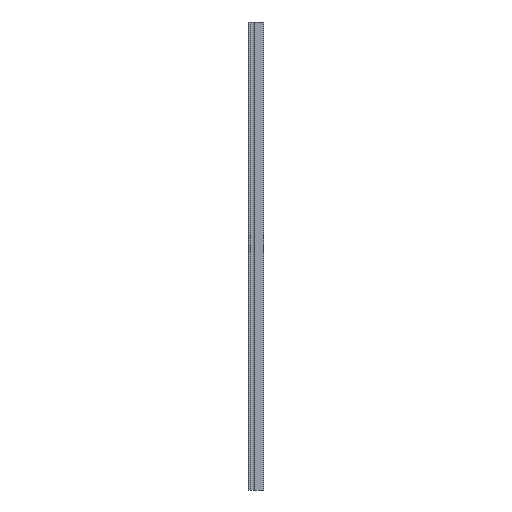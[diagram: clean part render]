
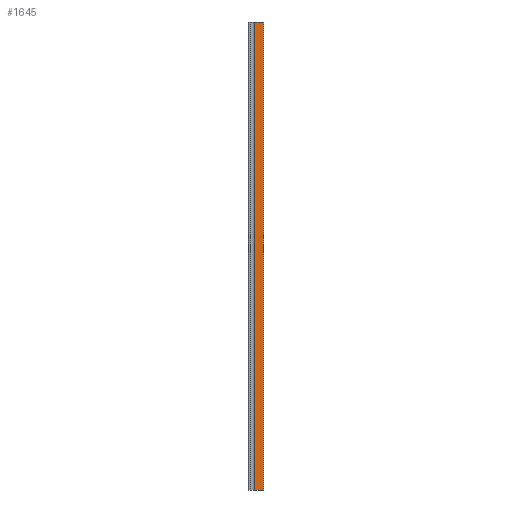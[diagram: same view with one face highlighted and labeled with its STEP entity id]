
A CAD part, left-side view. The second image highlights one B-rep face of the part: STEP entity #1645.
In plain terms, the highlighted planar face has unit normal (-1, 0, 0).
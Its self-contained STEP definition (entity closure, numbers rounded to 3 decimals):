
#32 = EDGE_CURVE ( 'NONE', #211, #734, #474, .T. ) ;
#101 = LINE ( 'NONE', #2928, #184 ) ;
#184 = VECTOR ( 'NONE', #3163, 1000. ) ;
#211 = VERTEX_POINT ( 'NONE', #852 ) ;
#312 = ORIENTED_EDGE ( 'NONE', *, *, #1937, .F. ) ;
#443 = VERTEX_POINT ( 'NONE', #2129 ) ;
#474 = LINE ( 'NONE', #1703, #1707 ) ;
#500 = CARTESIAN_POINT ( 'NONE',  ( -4.5, -3.05, 200. ) ) ;
#584 = DIRECTION ( 'NONE',  ( 0., 0., -1. ) ) ;
#594 = PLANE ( 'NONE',  #1578 ) ;
#734 = VERTEX_POINT ( 'NONE', #1960 ) ;
#751 = ORIENTED_EDGE ( 'NONE', *, *, #32, .F. ) ;
#852 = CARTESIAN_POINT ( 'NONE',  ( -4.5, 0.455, 200. ) ) ;
#913 = CARTESIAN_POINT ( 'NONE',  ( -4.5, -3.05, 0. ) ) ;
#934 = DIRECTION ( 'NONE',  ( 0., -1., 0. ) ) ;
#1146 = EDGE_CURVE ( 'NONE', #443, #2488, #3213, .T. ) ;
#1238 = VECTOR ( 'NONE', #2139, 1000. ) ;
#1294 = ORIENTED_EDGE ( 'NONE', *, *, #1146, .T. ) ;
#1578 = AXIS2_PLACEMENT_3D ( 'NONE', #2560, #3164, #1895 ) ;
#1645 = ADVANCED_FACE ( 'NONE', ( #1862 ), #594, .F. ) ;
#1703 = CARTESIAN_POINT ( 'NONE',  ( -4.5, -3.05, 200. ) ) ;
#1707 = VECTOR ( 'NONE', #934, 1000. ) ;
#1767 = LINE ( 'NONE', #500, #3187 ) ;
#1862 = FACE_OUTER_BOUND ( 'NONE', #2286, .T. ) ;
#1874 = CARTESIAN_POINT ( 'NONE',  ( -4.5, -3.05, 0. ) ) ;
#1895 = DIRECTION ( 'NONE',  ( 0., 1., 0. ) ) ;
#1937 = EDGE_CURVE ( 'NONE', #734, #2488, #1767, .T. ) ;
#1960 = CARTESIAN_POINT ( 'NONE',  ( -4.5, -3.05, 200. ) ) ;
#2129 = CARTESIAN_POINT ( 'NONE',  ( -4.5, 0.455, 0. ) ) ;
#2139 = DIRECTION ( 'NONE',  ( 0., -1., 0. ) ) ;
#2286 = EDGE_LOOP ( 'NONE', ( #1294, #312, #751, #2913 ) ) ;
#2403 = EDGE_CURVE ( 'NONE', #211, #443, #101, .T. ) ;
#2488 = VERTEX_POINT ( 'NONE', #1874 ) ;
#2560 = CARTESIAN_POINT ( 'NONE',  ( -4.5, -3.05, 200. ) ) ;
#2913 = ORIENTED_EDGE ( 'NONE', *, *, #2403, .T. ) ;
#2928 = CARTESIAN_POINT ( 'NONE',  ( -4.5, 0.455, 200. ) ) ;
#3163 = DIRECTION ( 'NONE',  ( 0., 0., -1. ) ) ;
#3164 = DIRECTION ( 'NONE',  ( 1., 0., 0. ) ) ;
#3187 = VECTOR ( 'NONE', #584, 1000. ) ;
#3213 = LINE ( 'NONE', #913, #1238 ) ;
